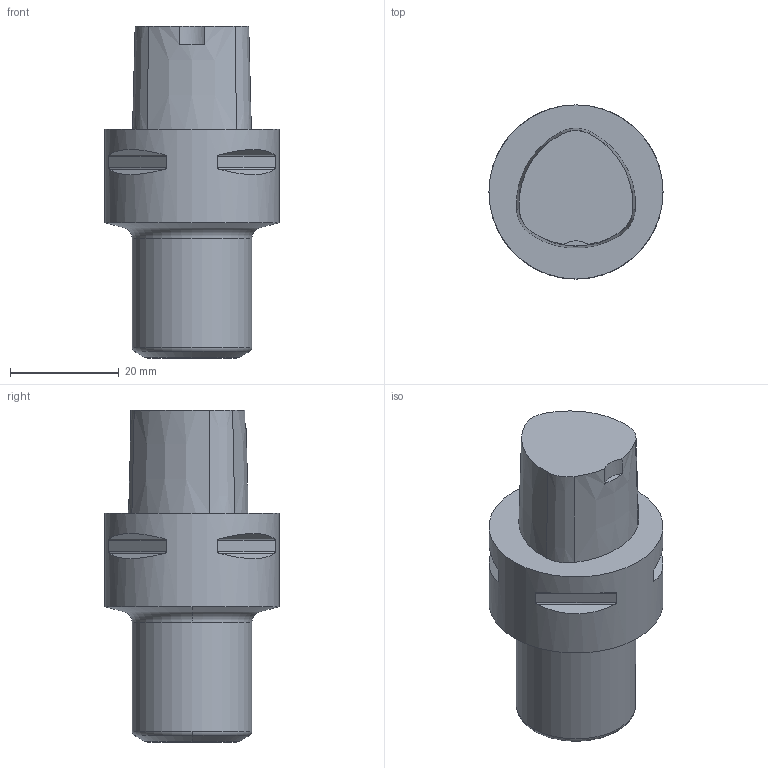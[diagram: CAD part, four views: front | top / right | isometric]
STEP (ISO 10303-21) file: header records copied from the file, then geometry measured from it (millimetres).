
FILE_DESCRIPTION(/* description */ (''),/* implementation_level */ '2;1');
FILE_NAME(/* name */ '1576494199020.stp',/* time_stamp */ '2019-12-16T16:33:30+05:00',/* author */ (''),/* organization */ ('SMS'),/* preprocessor_version */ 'ST-DEVELOPER v16.7',/* originating_system */ 'SIEMENS PLM Software NX 12.0',/* authorisation */ '');
FILE_SCHEMA (('AUTOMOTIVE_DESIGN { 1 0 10303 214 3 1 1 1 }'));
Length unit declared in the file: millimetre
Products named in the file (1): 201733179mod000_01
Bounding box: 32 x 32 x 61 mm (x, y, z)
Volume: 29025.9 mm3; surface area: 7005.8 mm2
Topology: 1 solids, 1 shells, 53 faces, 127 edges, 85 vertices
Faces by surface type: plane 17, cylinder 16, cone 14, torus 6
Full cylindrical faces by diameter (mm): 22 x1, 32 x1
Entity records: 2008 total; most frequent: CARTESIAN_POINT 679, ORIENTED_EDGE 270, DIRECTION 262, EDGE_CURVE 135, AXIS2_PLACEMENT_3D 105, VERTEX_POINT 92, EDGE_LOOP 61, ADVANCED_FACE 53
